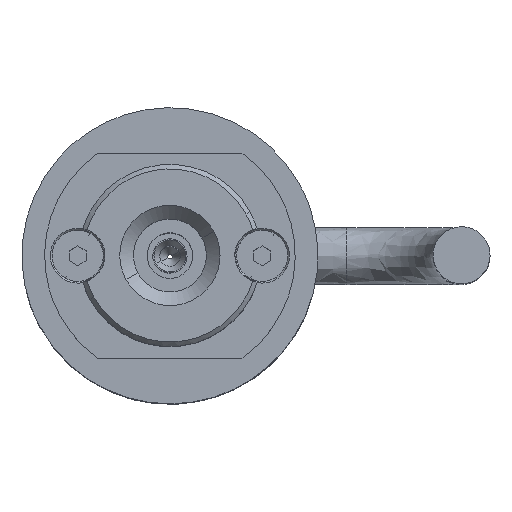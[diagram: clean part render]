
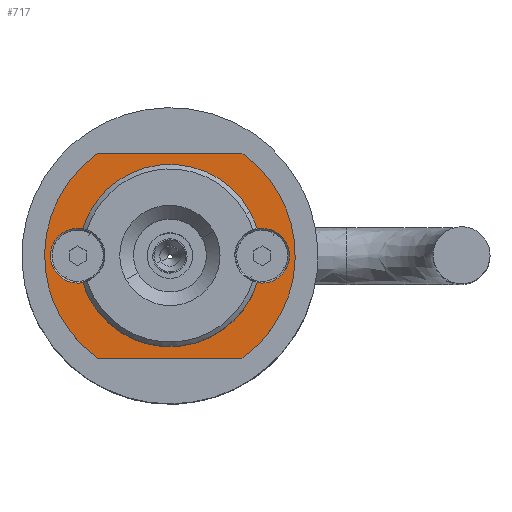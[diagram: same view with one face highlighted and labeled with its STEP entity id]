
A CAD part, top view. The second image highlights one B-rep face of the part: STEP entity #717.
In plain terms, the highlighted free-form (B-spline) face has degree [1, 1] with [2, 2] control points.
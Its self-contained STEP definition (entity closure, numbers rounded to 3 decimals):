
#32 = VERTEX_POINT('',#33);
#33 = CARTESIAN_POINT('',(10.969,5.992,1.818)
  );
#38 = EDGE_CURVE('',#39,#32,#41,.T.);
#39 = VERTEX_POINT('',#40);
#40 = CARTESIAN_POINT('',(7.187,-10.227,1.818)
  );
#41 = ( BOUNDED_CURVE() B_SPLINE_CURVE(2,(#42,#43,#44),.UNSPECIFIED.,.F.
,.F.) B_SPLINE_CURVE_WITH_KNOTS((3,3),(5.325,6.783),
.PIECEWISE_BEZIER_KNOTS.) CURVE() GEOMETRIC_REPRESENTATION_ITEM() 
RATIONAL_B_SPLINE_CURVE((1.,0.746,1.)) REPRESENTATION_ITEM('') 
  );
#42 = CARTESIAN_POINT('',(7.187,-10.227,1.818)
  );
#43 = CARTESIAN_POINT('',(16.322,-3.807,1.818
    ));
#44 = CARTESIAN_POINT('',(10.969,5.992,1.818)
  );
#61 = EDGE_CURVE('',#32,#62,#64,.T.);
#62 = VERTEX_POINT('',#63);
#63 = CARTESIAN_POINT('',(7.187,10.227,1.818)
  );
#64 = ( BOUNDED_CURVE() B_SPLINE_CURVE(2,(#65,#66,#67),.UNSPECIFIED.,.F.
,.F.) B_SPLINE_CURVE_WITH_KNOTS((3,3),(0.5,0.958),
.PIECEWISE_BEZIER_KNOTS.) CURVE() GEOMETRIC_REPRESENTATION_ITEM() 
RATIONAL_B_SPLINE_CURVE((1.,0.974,1.)) REPRESENTATION_ITEM('') 
  );
#65 = CARTESIAN_POINT('',(10.969,5.992,1.818)
  );
#66 = CARTESIAN_POINT('',(9.572,8.551,1.818)
  );
#67 = CARTESIAN_POINT('',(7.187,10.227,1.818)
  );
#104 = VERTEX_POINT('',#105);
#105 = CARTESIAN_POINT('',(-10.969,-5.992,1.818
    ));
#110 = EDGE_CURVE('',#111,#104,#113,.T.);
#111 = VERTEX_POINT('',#112);
#112 = CARTESIAN_POINT('',(-7.187,10.227,
    1.818));
#113 = ( BOUNDED_CURVE() B_SPLINE_CURVE(2,(#114,#115,#116),
.UNSPECIFIED.,.F.,.F.) B_SPLINE_CURVE_WITH_KNOTS((3,3),(2.183,
3.642),.PIECEWISE_BEZIER_KNOTS.) CURVE() 
GEOMETRIC_REPRESENTATION_ITEM() RATIONAL_B_SPLINE_CURVE((1.,
0.746,1.)) REPRESENTATION_ITEM('') );
#114 = CARTESIAN_POINT('',(-7.187,10.227,
    1.818));
#115 = CARTESIAN_POINT('',(-16.322,3.807,1.818
    ));
#116 = CARTESIAN_POINT('',(-10.969,-5.992,
    1.818));
#133 = EDGE_CURVE('',#104,#134,#136,.T.);
#134 = VERTEX_POINT('',#135);
#135 = CARTESIAN_POINT('',(-7.187,-10.227,
    1.818));
#136 = ( BOUNDED_CURVE() B_SPLINE_CURVE(2,(#137,#138,#139),
.UNSPECIFIED.,.F.,.F.) B_SPLINE_CURVE_WITH_KNOTS((3,3),(3.642,
4.1),.PIECEWISE_BEZIER_KNOTS.) CURVE() 
GEOMETRIC_REPRESENTATION_ITEM() RATIONAL_B_SPLINE_CURVE((1.,
0.974,1.)) REPRESENTATION_ITEM('') );
#137 = CARTESIAN_POINT('',(-10.969,-5.992,
    1.818));
#138 = CARTESIAN_POINT('',(-9.572,-8.551,
    1.818));
#139 = CARTESIAN_POINT('',(-7.187,-10.227,
    1.818));
#491 = EDGE_CURVE('',#39,#134,#492,.T.);
#492 = B_SPLINE_CURVE_WITH_KNOTS('',1,(#493,#494),.UNSPECIFIED.,.F.,.F.,
  (2,2),(-6.325,6.325),.PIECEWISE_BEZIER_KNOTS.);
#493 = CARTESIAN_POINT('',(7.187,-10.227,1.818
    ));
#494 = CARTESIAN_POINT('',(-7.187,-10.227,
    1.818));
#510 = EDGE_CURVE('',#62,#111,#511,.T.);
#511 = B_SPLINE_CURVE_WITH_KNOTS('',1,(#512,#513),.UNSPECIFIED.,.F.,.F.,
  (2,2),(-6.325,6.325),.PIECEWISE_BEZIER_KNOTS.);
#512 = CARTESIAN_POINT('',(7.187,10.227,1.818
    ));
#513 = CARTESIAN_POINT('',(-7.187,10.227,
    1.818));
#585 = EDGE_CURVE('',#586,#588,#590,.T.);
#586 = VERTEX_POINT('',#587);
#587 = CARTESIAN_POINT('',(8.687,-2.678,1.818
    ));
#588 = VERTEX_POINT('',#589);
#589 = CARTESIAN_POINT('',(11.597,-1.307,1.818)
  );
#590 = ( BOUNDED_CURVE() B_SPLINE_CURVE(2,(#591,#592,#593),
.UNSPECIFIED.,.F.,.F.) B_SPLINE_CURVE_WITH_KNOTS((3,3),(4.522,
5.783),.PIECEWISE_BEZIER_KNOTS.) CURVE() 
GEOMETRIC_REPRESENTATION_ITEM() RATIONAL_B_SPLINE_CURVE((1.,
0.808,1.)) REPRESENTATION_ITEM('') );
#591 = CARTESIAN_POINT('',(8.687,-2.678,1.818
    ));
#592 = CARTESIAN_POINT('',(10.643,-3.055,
    1.818));
#593 = CARTESIAN_POINT('',(11.597,-1.307,
    1.818));
#629 = VERTEX_POINT('',#630);
#630 = CARTESIAN_POINT('',(8.687,2.678,1.818)
  );
#636 = EDGE_CURVE('',#588,#629,#637,.T.);
#637 = ( BOUNDED_CURVE() B_SPLINE_CURVE(2,(#638,#639,#640),
.UNSPECIFIED.,.F.,.F.) B_SPLINE_CURVE_WITH_KNOTS((3,3),(4.212,
6.474),.PIECEWISE_BEZIER_KNOTS.) CURVE() 
GEOMETRIC_REPRESENTATION_ITEM() RATIONAL_B_SPLINE_CURVE((1.,
0.426,1.)) REPRESENTATION_ITEM('') );
#638 = CARTESIAN_POINT('',(11.597,-1.307,
    1.818));
#639 = CARTESIAN_POINT('',(14.374,3.776,1.818
    ));
#640 = CARTESIAN_POINT('',(8.687,2.678,1.818)
  );
#717 = ADVANCED_FACE('',(#718,#726),#776,.T.);
#718 = FACE_BOUND('',#719,.T.);
#719 = EDGE_LOOP('',(#720,#721,#722,#723,#724,#725));
#720 = ORIENTED_EDGE('',*,*,#61,.T.);
#721 = ORIENTED_EDGE('',*,*,#510,.T.);
#722 = ORIENTED_EDGE('',*,*,#110,.T.);
#723 = ORIENTED_EDGE('',*,*,#133,.T.);
#724 = ORIENTED_EDGE('',*,*,#491,.F.);
#725 = ORIENTED_EDGE('',*,*,#38,.T.);
#726 = FACE_BOUND('',#727,.T.);
#727 = EDGE_LOOP('',(#728,#738,#744,#745,#746,#754,#762,#770));
#728 = ORIENTED_EDGE('',*,*,#729,.F.);
#729 = EDGE_CURVE('',#730,#732,#734,.T.);
#730 = VERTEX_POINT('',#731);
#731 = CARTESIAN_POINT('',(7.978,4.358,1.818));
#732 = VERTEX_POINT('',#733);
#733 = CARTESIAN_POINT('',(-8.687,2.678,1.818
    ));
#734 = ( BOUNDED_CURVE() B_SPLINE_CURVE(2,(#735,#736,#737),
.UNSPECIFIED.,.F.,.F.) B_SPLINE_CURVE_WITH_KNOTS((3,3),(0.5,
2.843),.PIECEWISE_BEZIER_KNOTS.) CURVE() 
GEOMETRIC_REPRESENTATION_ITEM() RATIONAL_B_SPLINE_CURVE((1.,
0.389,1.)) REPRESENTATION_ITEM('') );
#735 = CARTESIAN_POINT('',(7.978,4.358,1.818)
  );
#736 = CARTESIAN_POINT('',(-2.345,23.253,1.818
    ));
#737 = CARTESIAN_POINT('',(-8.687,2.678,1.818
    ));
#738 = ORIENTED_EDGE('',*,*,#739,.F.);
#739 = EDGE_CURVE('',#629,#730,#740,.T.);
#740 = ( BOUNDED_CURVE() B_SPLINE_CURVE(2,(#741,#742,#743),
.UNSPECIFIED.,.F.,.F.) B_SPLINE_CURVE_WITH_KNOTS((3,3),(0.299,
0.5),.PIECEWISE_BEZIER_KNOTS.) CURVE() GEOMETRIC_REPRESENTATION_ITEM() 
RATIONAL_B_SPLINE_CURVE((1.,0.995,1.)) REPRESENTATION_ITEM('') 
  );
#741 = CARTESIAN_POINT('',(8.687,2.678,1.818)
  );
#742 = CARTESIAN_POINT('',(8.417,3.554,1.818)
  );
#743 = CARTESIAN_POINT('',(7.978,4.358,1.818)
  );
#744 = ORIENTED_EDGE('',*,*,#636,.F.);
#745 = ORIENTED_EDGE('',*,*,#585,.F.);
#746 = ORIENTED_EDGE('',*,*,#747,.F.);
#747 = EDGE_CURVE('',#748,#586,#750,.T.);
#748 = VERTEX_POINT('',#749);
#749 = CARTESIAN_POINT('',(-7.978,-4.358,1.818)
  );
#750 = ( BOUNDED_CURVE() B_SPLINE_CURVE(2,(#751,#752,#753),
.UNSPECIFIED.,.F.,.F.) B_SPLINE_CURVE_WITH_KNOTS((3,3),(3.642,
5.984),.PIECEWISE_BEZIER_KNOTS.) CURVE() 
GEOMETRIC_REPRESENTATION_ITEM() RATIONAL_B_SPLINE_CURVE((1.,
0.389,1.)) REPRESENTATION_ITEM('') );
#751 = CARTESIAN_POINT('',(-7.978,-4.358,1.818
    ));
#752 = CARTESIAN_POINT('',(2.345,-23.253,1.818)
  );
#753 = CARTESIAN_POINT('',(8.687,-2.678,1.818
    ));
#754 = ORIENTED_EDGE('',*,*,#755,.F.);
#755 = EDGE_CURVE('',#756,#748,#758,.T.);
#756 = VERTEX_POINT('',#757);
#757 = CARTESIAN_POINT('',(-8.687,-2.678,
    1.818));
#758 = ( BOUNDED_CURVE() B_SPLINE_CURVE(2,(#759,#760,#761),
.UNSPECIFIED.,.F.,.F.) B_SPLINE_CURVE_WITH_KNOTS((3,3),(3.441,
3.642),.PIECEWISE_BEZIER_KNOTS.) CURVE() 
GEOMETRIC_REPRESENTATION_ITEM() RATIONAL_B_SPLINE_CURVE((1.,
0.995,1.)) REPRESENTATION_ITEM('') );
#759 = CARTESIAN_POINT('',(-8.687,-2.678,
    1.818));
#760 = CARTESIAN_POINT('',(-8.417,-3.554,1.818
    ));
#761 = CARTESIAN_POINT('',(-7.978,-4.358,1.818
    ));
#762 = ORIENTED_EDGE('',*,*,#763,.F.);
#763 = EDGE_CURVE('',#764,#756,#766,.T.);
#764 = VERTEX_POINT('',#765);
#765 = CARTESIAN_POINT('',(-11.597,1.307,1.818)
  );
#766 = ( BOUNDED_CURVE() B_SPLINE_CURVE(2,(#767,#768,#769),
.UNSPECIFIED.,.F.,.F.) B_SPLINE_CURVE_WITH_KNOTS((3,3),(2.642,
4.903),.PIECEWISE_BEZIER_KNOTS.) CURVE() 
GEOMETRIC_REPRESENTATION_ITEM() RATIONAL_B_SPLINE_CURVE((1.,
0.426,1.)) REPRESENTATION_ITEM('') );
#767 = CARTESIAN_POINT('',(-11.597,1.307,1.818
    ));
#768 = CARTESIAN_POINT('',(-14.374,-3.776,
    1.818));
#769 = CARTESIAN_POINT('',(-8.687,-2.678,
    1.818));
#770 = ORIENTED_EDGE('',*,*,#771,.F.);
#771 = EDGE_CURVE('',#732,#764,#772,.T.);
#772 = ( BOUNDED_CURVE() B_SPLINE_CURVE(2,(#773,#774,#775),
.UNSPECIFIED.,.F.,.F.) B_SPLINE_CURVE_WITH_KNOTS((3,3),(1.38,
2.642),.PIECEWISE_BEZIER_KNOTS.) CURVE() 
GEOMETRIC_REPRESENTATION_ITEM() RATIONAL_B_SPLINE_CURVE((1.,
0.808,1.)) REPRESENTATION_ITEM('') );
#773 = CARTESIAN_POINT('',(-8.687,2.678,1.818
    ));
#774 = CARTESIAN_POINT('',(-10.643,3.055,1.818)
  );
#775 = CARTESIAN_POINT('',(-11.597,1.307,1.818
    ));
#776 = B_SPLINE_SURFACE_WITH_KNOTS('',1,1,(
    (#777,#778)
    ,(#779,#780
    )),.UNSPECIFIED.,.F.,.F.,.F.,(2,2),(2,2),(0.,22.),(-9.,9.),
  .PIECEWISE_BEZIER_KNOTS.);
#777 = CARTESIAN_POINT('',(-12.499,-10.227,
    1.818));
#778 = CARTESIAN_POINT('',(-12.499,10.227,
    1.818));
#779 = CARTESIAN_POINT('',(12.499,-10.227,
    1.818));
#780 = CARTESIAN_POINT('',(12.499,10.227,
    1.818));
